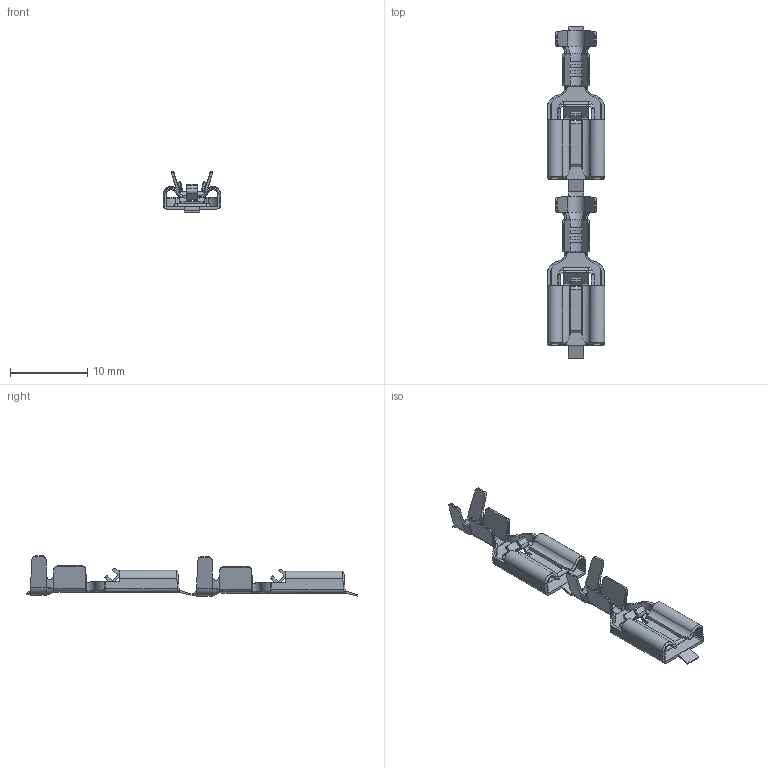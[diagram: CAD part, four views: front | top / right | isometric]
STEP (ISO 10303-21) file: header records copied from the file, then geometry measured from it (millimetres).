
FILE_DESCRIPTION(/* description */ ('Unknown'),/* implementation_level */ '2;1');
FILE_NAME(/* name */ '637301310000',/* time_stamp */ '2023-10-31T11:53:56+01:00',/* author */ ('Unknown'),/* organization */ ('Unknown'),/* preprocessor_version */ 'ST-DEVELOPER v18.102',/* originating_system */ 'Solid Edge',/* authorisation */ 'Unknown');
FILE_SCHEMA (('AUTOMOTIVE_DESIGN {1 0 10303 214 3 1 1}'));
Length unit declared in the file: millimetre
Products named in the file (2): 637301310000_DUAL; 637301310000_DEC
Assembly tree (2 placements, depth 2):
  637301310000_DUAL
    637301310000_DEC  x2
Bounding box: 7.4 x 42.9 x 5.2 mm (x, y, z)
Volume: 155.4 mm3; surface area: 1035.3 mm2
Topology: 2 solids, 2 shells, 494 faces, 1304 edges, 806 vertices
Faces by surface type: plane 198, cylinder 186, bspline 74, torus 32, cone 4
Entity records: 8003 total; most frequent: CARTESIAN_POINT 2047, ORIENTED_EDGE 1300, DIRECTION 1151, EDGE_CURVE 650, VERTEX_POINT 403, AXIS2_PLACEMENT_3D 389, LINE 373, VECTOR 373
